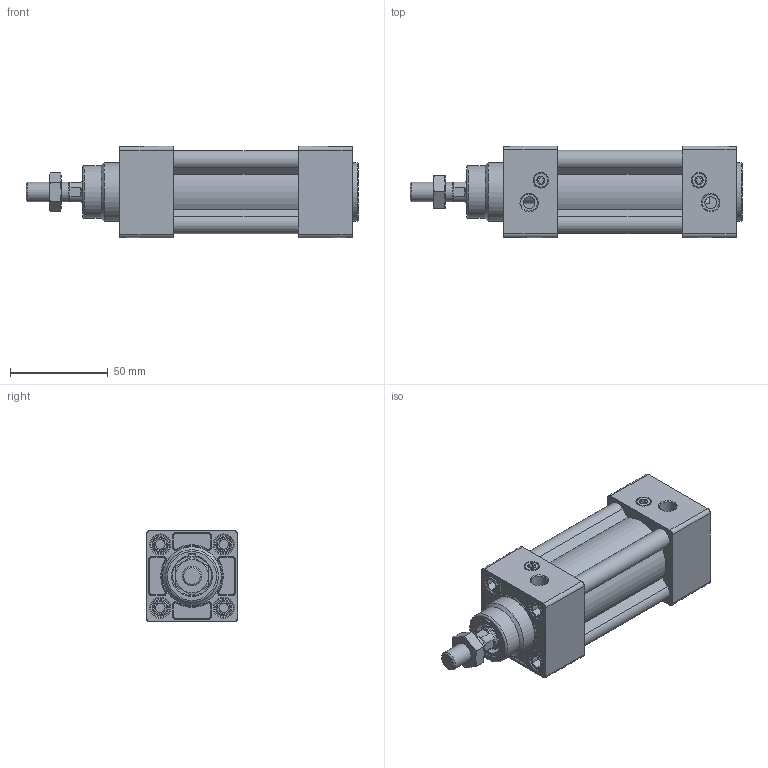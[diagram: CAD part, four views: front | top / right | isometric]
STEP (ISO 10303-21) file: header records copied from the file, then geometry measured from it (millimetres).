
FILE_DESCRIPTION( ( 'STEP AP203' ), '1' );
FILE_NAME( 'VBC32X25-0(0).stp', '2021-10-12T01:53:54', ( 'License CC BY-ND 4.0' ), ( 'CADENAS' ), ' ', 'PARTsolutions', ' ' );
FILE_SCHEMA( ( 'CONFIG_CONTROL_DESIGN' ) );
Length unit declared in the file: millimetre
Products named in the file (4): VBC32X25-0(0); _VBC32X25-0(0)_dummy; _VBC32x25; _32x25-0
Assembly tree (3 placements, depth 2):
  VBC32X25-0(0)
    _VBC32X25-0(0)_dummy
    _VBC32x25
    _32x25-0
Bounding box: 170 x 47 x 47.08 mm (x, y, z)
Volume: 190928.7 mm3; surface area: 63543.9 mm2
Topology: 2 solids, 2 shells, 338 faces, 776 edges, 504 vertices
Faces by surface type: plane 186, cone 85, cylinder 54, torus 13
Full cylindrical faces by diameter (mm): 4.917 x8, 6 x2, 8 x2, 8.4 x8, 8.566 x2, 9.7 x8, 10 x2, 11 x1, 12 x4, 16.94 x2, 27 x1, 30 x2, 32 x2
Entity records: 9373 total; most frequent: CARTESIAN_POINT 1767, DIRECTION 1594, ORIENTED_EDGE 1380, EDGE_CURVE 690, AXIS2_PLACEMENT_3D 602, VERTEX_POINT 492, EDGE_LOOP 478, FACE_OUTER_BOUND 394
